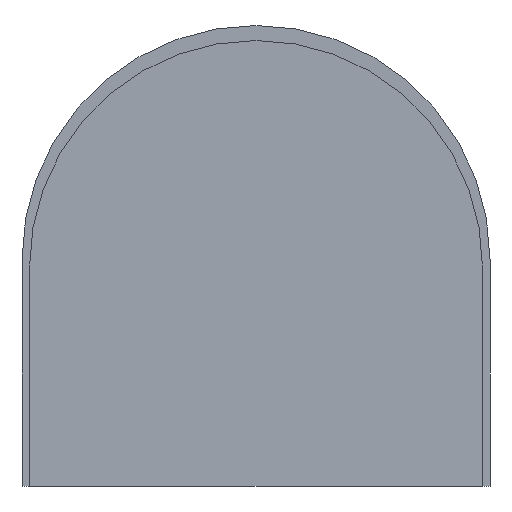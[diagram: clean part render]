
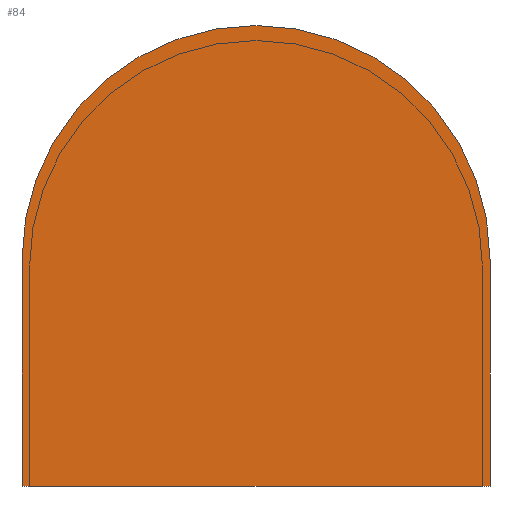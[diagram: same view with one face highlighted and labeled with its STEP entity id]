
A CAD part, front view. The second image highlights one B-rep face of the part: STEP entity #84.
In plain terms, the highlighted planar face has unit normal (0, -1, 0).
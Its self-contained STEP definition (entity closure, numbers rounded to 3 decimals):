
#84 = ADVANCED_FACE( '', ( #147 ), #148, .T. );
#147 = FACE_OUTER_BOUND( '', #197, .T. );
#148 = PLANE( '', #198 );
#197 = EDGE_LOOP( '', ( #250, #251, #252, #253 ) );
#198 = AXIS2_PLACEMENT_3D( '', #254, #255, #256 );
#250 = ORIENTED_EDGE( '', *, *, #337, .T. );
#251 = ORIENTED_EDGE( '', *, *, #325, .T. );
#252 = ORIENTED_EDGE( '', *, *, #338, .T. );
#253 = ORIENTED_EDGE( '', *, *, #339, .T. );
#254 = CARTESIAN_POINT( '', ( 0., -500.1, 2.265 ) );
#255 = DIRECTION( '', ( 0., -1., 0. ) );
#256 = DIRECTION( '', ( 0., 0., -1. ) );
#325 = EDGE_CURVE( '', #364, #362, #365, .T. );
#337 = EDGE_CURVE( '', #383, #364, #384, .T. );
#338 = EDGE_CURVE( '', #362, #385, #386, .T. );
#339 = EDGE_CURVE( '', #385, #383, #387, .T. );
#362 = VERTEX_POINT( '', #414 );
#364 = VERTEX_POINT( '', #417 );
#365 = CIRCLE( '', #418, 2.335 );
#383 = VERTEX_POINT( '', #442 );
#384 = LINE( '', #443, #444 );
#385 = VERTEX_POINT( '', #445 );
#386 = LINE( '', #446, #447 );
#387 = LINE( '', #448, #449 );
#414 = CARTESIAN_POINT( '', ( -2.335, -500.1, 2.265 ) );
#417 = CARTESIAN_POINT( '', ( 2.335, -500.1, 2.265 ) );
#418 = AXIS2_PLACEMENT_3D( '', #486, #487, #488 );
#442 = CARTESIAN_POINT( '', ( 2.335, -500.1, 0. ) );
#443 = CARTESIAN_POINT( '', ( 2.335, -500.1, 0. ) );
#444 = VECTOR( '', #501, 1000. );
#445 = CARTESIAN_POINT( '', ( -2.335, -500.1, 0. ) );
#446 = CARTESIAN_POINT( '', ( -2.335, -500.1, 2.265 ) );
#447 = VECTOR( '', #502, 1000. );
#448 = CARTESIAN_POINT( '', ( -2.335, -500.1, 0. ) );
#449 = VECTOR( '', #503, 1000. );
#486 = CARTESIAN_POINT( '', ( 0., -500.1, 2.265 ) );
#487 = DIRECTION( '', ( 0., -1., 0. ) );
#488 = DIRECTION( '', ( 1., 0., 0. ) );
#501 = DIRECTION( '', ( 0., 0., 1. ) );
#502 = DIRECTION( '', ( 0., 0., -1. ) );
#503 = DIRECTION( '', ( 1., 0., 0. ) );
